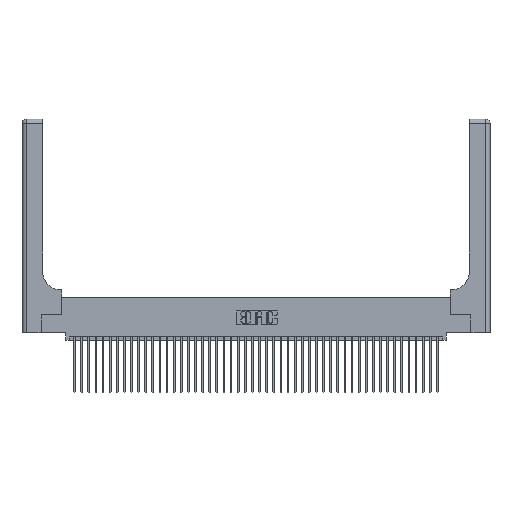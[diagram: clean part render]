
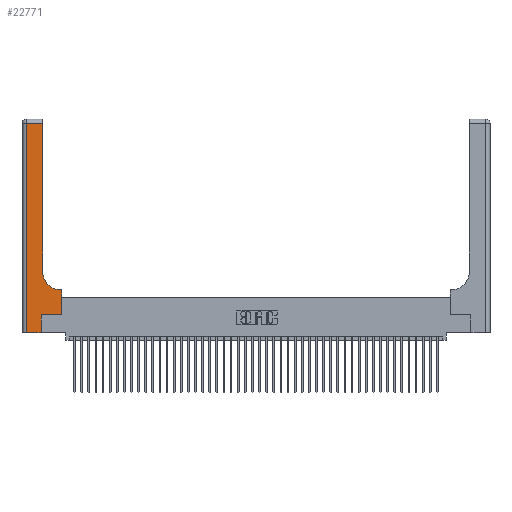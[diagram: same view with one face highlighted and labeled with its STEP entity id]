
A CAD part, top view. The second image highlights one B-rep face of the part: STEP entity #22771.
In plain terms, the highlighted planar face has unit normal (0, 0, 1).
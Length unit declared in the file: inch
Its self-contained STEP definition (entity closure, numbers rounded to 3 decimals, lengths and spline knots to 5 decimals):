
#329 = LINE ( 'NONE', #43001, #25826 ) ;
#425 = VERTEX_POINT ( 'NONE', #44204 ) ;
#526 = VECTOR ( 'NONE', #34144, 39.37008 ) ;
#1598 = DIRECTION ( 'NONE',  ( 0., 1., 0. ) ) ;
#2397 = EDGE_CURVE ( 'NONE', #27415, #15783, #44532, .T. ) ;
#4250 = ORIENTED_EDGE ( 'NONE', *, *, #33706, .T. ) ;
#4339 = CARTESIAN_POINT ( 'NONE',  ( 0., 3., 0.37 ) ) ;
#6077 = AXIS2_PLACEMENT_3D ( 'NONE', #4339, #28619, #7813 ) ;
#6501 = CARTESIAN_POINT ( 'NONE',  ( 0.269, 0.25, 0.37 ) ) ;
#7053 = VERTEX_POINT ( 'NONE', #38013 ) ;
#7813 = DIRECTION ( 'NONE',  ( -1., 0., 0. ) ) ;
#8091 = VERTEX_POINT ( 'NONE', #32638 ) ;
#8521 = LINE ( 'NONE', #32215, #14513 ) ;
#8525 = CARTESIAN_POINT ( 'NONE',  ( 0.5585, 0.25, 0.37 ) ) ;
#9731 = LINE ( 'NONE', #41111, #526 ) ;
#11187 = PLANE ( 'NONE',  #6077 ) ;
#11394 = VECTOR ( 'NONE', #11791, 39.37008 ) ;
#11424 = ORIENTED_EDGE ( 'NONE', *, *, #22820, .T. ) ;
#11791 = DIRECTION ( 'NONE',  ( 1., 0., 0. ) ) ;
#11981 = DIRECTION ( 'NONE',  ( -1., 0., 0. ) ) ;
#12486 = EDGE_CURVE ( 'NONE', #14971, #27415, #41601, .T. ) ;
#12508 = LINE ( 'NONE', #15247, #11394 ) ;
#12986 = DIRECTION ( 'NONE',  ( 0., 0., -1. ) ) ;
#13479 = EDGE_CURVE ( 'NONE', #425, #43606, #329, .T. ) ;
#13972 = LINE ( 'NONE', #15431, #31292 ) ;
#14513 = VECTOR ( 'NONE', #35722, 39.37008 ) ;
#14971 = VERTEX_POINT ( 'NONE', #6501 ) ;
#15206 = DIRECTION ( 'NONE',  ( 1., 0., 0. ) ) ;
#15247 = CARTESIAN_POINT ( 'NONE',  ( 0., 0., 0.37 ) ) ;
#15431 = CARTESIAN_POINT ( 'NONE',  ( 0., 2.94, 0.37 ) ) ;
#15444 = DIRECTION ( 'NONE',  ( 0., -1., 0. ) ) ;
#15783 = VERTEX_POINT ( 'NONE', #42368 ) ;
#15841 = DIRECTION ( 'NONE',  ( 0., 1., 0. ) ) ;
#16201 = ORIENTED_EDGE ( 'NONE', *, *, #40446, .T. ) ;
#17603 = ORIENTED_EDGE ( 'NONE', *, *, #32416, .T. ) ;
#18555 = CARTESIAN_POINT ( 'NONE',  ( 0.269, 0.25, 0.37 ) ) ;
#20670 = CIRCLE ( 'NONE', #31815, 0.25 ) ;
#21488 = EDGE_CURVE ( 'NONE', #43606, #7053, #12508, .T. ) ;
#22669 = CARTESIAN_POINT ( 'NONE',  ( 0.269, 0., 0.37 ) ) ;
#22771 = ADVANCED_FACE ( 'NONE', ( #34006 ), #11187, .F. ) ;
#22820 = EDGE_CURVE ( 'NONE', #34860, #25854, #8521, .T. ) ;
#23982 = VECTOR ( 'NONE', #1598, 39.37008 ) ;
#25591 = CARTESIAN_POINT ( 'NONE',  ( 0.2915, 2.94, 0.37 ) ) ;
#25826 = VECTOR ( 'NONE', #15444, 39.37008 ) ;
#25854 = VERTEX_POINT ( 'NONE', #25591 ) ;
#27415 = VERTEX_POINT ( 'NONE', #40276 ) ;
#28619 = DIRECTION ( 'NONE',  ( 0., 0., -1. ) ) ;
#28690 = CARTESIAN_POINT ( 'NONE',  ( 0.06, 0., 0.37 ) ) ;
#31292 = VECTOR ( 'NONE', #11981, 39.37008 ) ;
#31815 = AXIS2_PLACEMENT_3D ( 'NONE', #33703, #12986, #37184 ) ;
#32215 = CARTESIAN_POINT ( 'NONE',  ( 0.2915, 3., 0.37 ) ) ;
#32416 = EDGE_CURVE ( 'NONE', #15783, #8091, #9731, .T. ) ;
#32638 = CARTESIAN_POINT ( 'NONE',  ( 0.5415, 0.6, 0.37 ) ) ;
#32807 = EDGE_LOOP ( 'NONE', ( #11424, #4250, #37882, #39937, #16201, #42116, #35997, #17603, #39467 ) ) ;
#33135 = VECTOR ( 'NONE', #15841, 39.37008 ) ;
#33703 = CARTESIAN_POINT ( 'NONE',  ( 0.5415, 0.85, 0.37 ) ) ;
#33706 = EDGE_CURVE ( 'NONE', #25854, #425, #13972, .T. ) ;
#34006 = FACE_OUTER_BOUND ( 'NONE', #32807, .T. ) ;
#34144 = DIRECTION ( 'NONE',  ( -1., 0., 0. ) ) ;
#34860 = VERTEX_POINT ( 'NONE', #42130 ) ;
#35722 = DIRECTION ( 'NONE',  ( 0., 1., 0. ) ) ;
#35997 = ORIENTED_EDGE ( 'NONE', *, *, #2397, .T. ) ;
#37184 = DIRECTION ( 'NONE',  ( 1., 0., 0. ) ) ;
#37882 = ORIENTED_EDGE ( 'NONE', *, *, #13479, .T. ) ;
#38013 = CARTESIAN_POINT ( 'NONE',  ( 0.269, 0., 0.37 ) ) ;
#39467 = ORIENTED_EDGE ( 'NONE', *, *, #40524, .T. ) ;
#39937 = ORIENTED_EDGE ( 'NONE', *, *, #21488, .T. ) ;
#40276 = CARTESIAN_POINT ( 'NONE',  ( 0.5585, 0.25, 0.37 ) ) ;
#40446 = EDGE_CURVE ( 'NONE', #7053, #14971, #43418, .T. ) ;
#40524 = EDGE_CURVE ( 'NONE', #8091, #34860, #20670, .T. ) ;
#40526 = VECTOR ( 'NONE', #15206, 39.37008 ) ;
#41111 = CARTESIAN_POINT ( 'NONE',  ( 0.2915, 0.6, 0.37 ) ) ;
#41601 = LINE ( 'NONE', #18555, #40526 ) ;
#42116 = ORIENTED_EDGE ( 'NONE', *, *, #12486, .T. ) ;
#42130 = CARTESIAN_POINT ( 'NONE',  ( 0.2915, 0.85, 0.37 ) ) ;
#42368 = CARTESIAN_POINT ( 'NONE',  ( 0.5585, 0.6, 0.37 ) ) ;
#43001 = CARTESIAN_POINT ( 'NONE',  ( 0.06, 3., 0.37 ) ) ;
#43418 = LINE ( 'NONE', #22669, #33135 ) ;
#43606 = VERTEX_POINT ( 'NONE', #28690 ) ;
#44204 = CARTESIAN_POINT ( 'NONE',  ( 0.06, 2.94, 0.37 ) ) ;
#44532 = LINE ( 'NONE', #8525, #23982 ) ;
